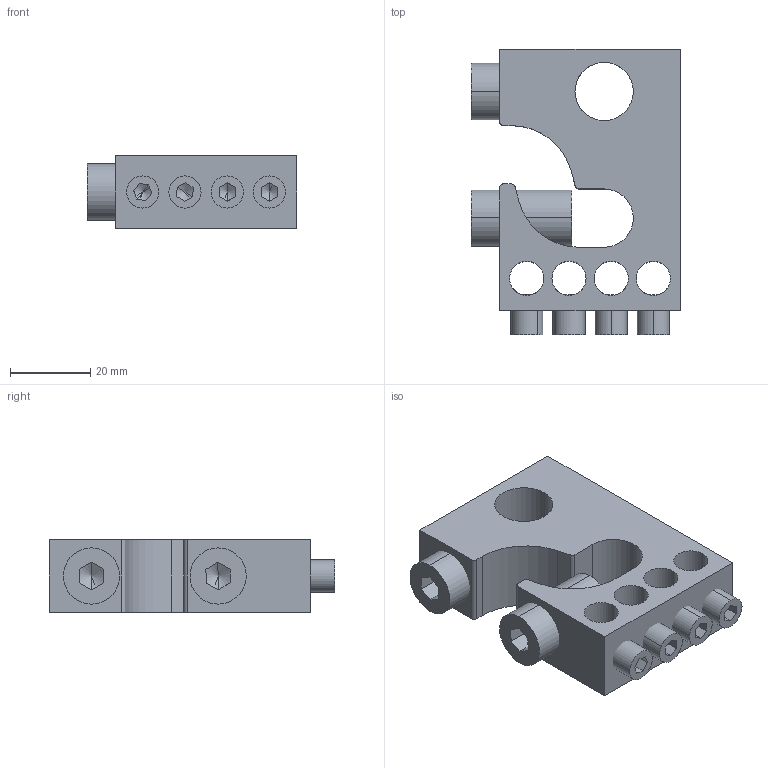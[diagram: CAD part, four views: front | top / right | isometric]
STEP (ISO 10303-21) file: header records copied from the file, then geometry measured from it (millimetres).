
FILE_DESCRIPTION (( 'STEP AP214' ), '1' );
FILE_NAME ('6049274.STEP', '2025-11-05T13:00:49', ( '' ), ( '' ), 'SwSTEP 2.0', 'SolidWorks 2024', '' );
FILE_SCHEMA (( 'AUTOMOTIVE_DESIGN' ));
Length unit declared in the file: millimetre
Products named in the file (4): 273511_Befestigung nur seitlich; 022462_M8x10 ; 024002_M14x25; 6049274
Assembly tree (7 placements, depth 2):
  6049274
    273511_Befestigung nur seitlich
    024002_M14x25  x2
    022462_M8x10   x4
Bounding box: 52 x 71 x 18 mm (x, y, z)
Volume: 39734.2 mm3; surface area: 17802.4 mm2
Topology: 7 solids, 7 shells, 118 faces, 302 edges, 189 vertices
Faces by surface type: plane 61, cylinder 43, cone 14
Entity records: 2868 total; most frequent: CARTESIAN_POINT 943, DIRECTION 376, ORIENTED_EDGE 368, EDGE_CURVE 184, AXIS2_PLACEMENT_3D 138, VERTEX_POINT 121, LINE 100, VECTOR 100
